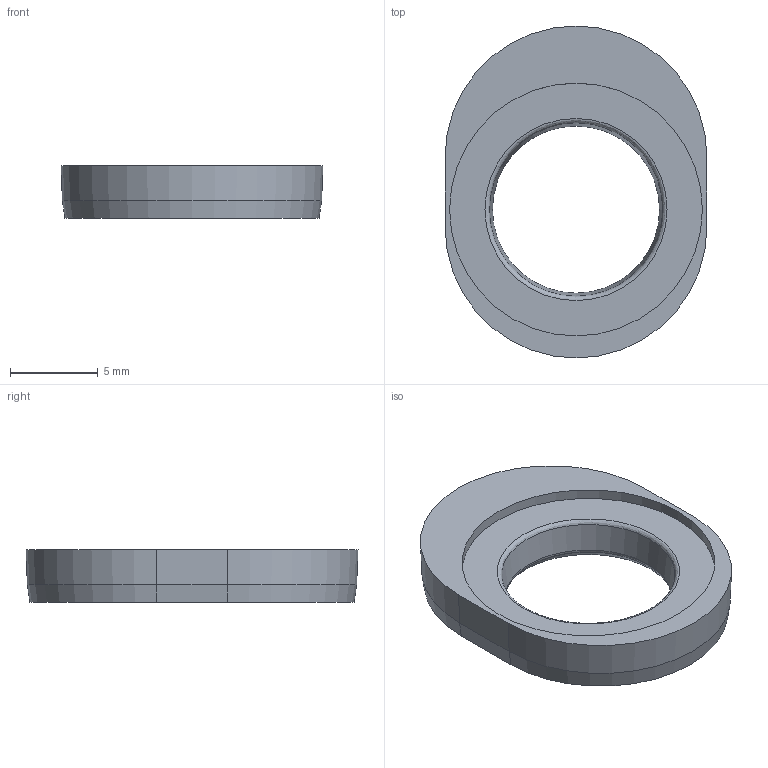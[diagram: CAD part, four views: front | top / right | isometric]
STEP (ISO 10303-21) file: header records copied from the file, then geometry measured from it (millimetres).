
FILE_DESCRIPTION(('FreeCAD Model'),'2;1');
FILE_NAME('Open CASCADE Shape Model','2023-09-26T19:43:28',(''),(''), 'Open CASCADE STEP processor 7.6','FreeCAD','Unknown');
FILE_SCHEMA(('AUTOMOTIVE_DESIGN { 1 0 10303 214 1 1 1 1 }'));
Length unit declared in the file: millimetre
Products named in the file (1): Groove051
Bounding box: 14.95 x 18.95 x 3 mm (x, y, z)
Volume: 415.9 mm3; surface area: 565.5 mm2
Topology: 1 solids, 1 shells, 16 faces, 32 edges, 19 vertices
Faces by surface type: plane 7, cone 6, revolution 2, cylinder 1
Full cylindrical faces by diameter (mm): 14.434 x1
Entity records: 847 total; most frequent: CARTESIAN_POINT 170, DIRECTION 121, ORIENTED_EDGE 64, PCURVE 64, DEFINITIONAL_REPRESENTATION 64, LINE 49, VECTOR 49, AXIS2_PLACEMENT_3D 32
